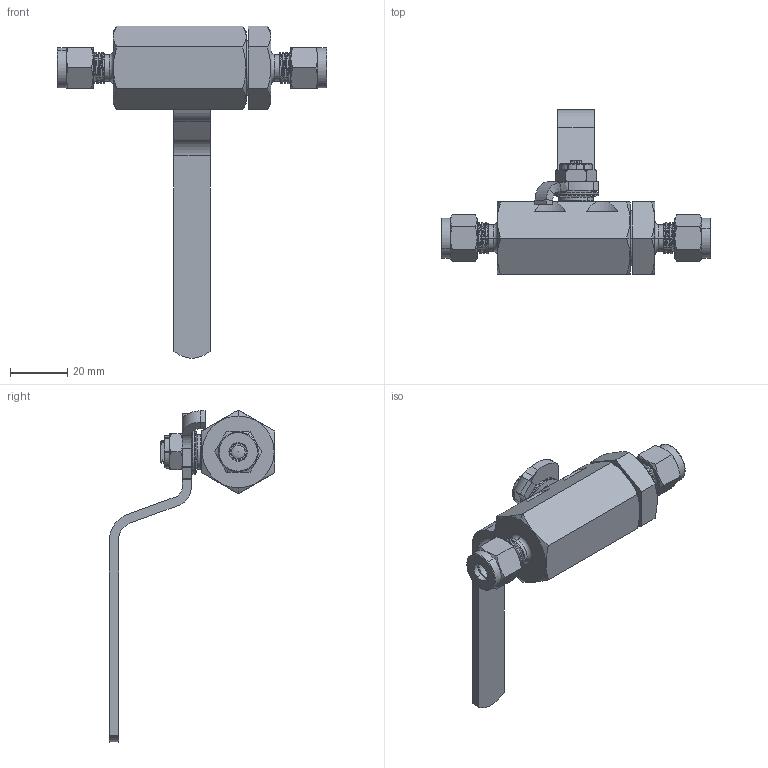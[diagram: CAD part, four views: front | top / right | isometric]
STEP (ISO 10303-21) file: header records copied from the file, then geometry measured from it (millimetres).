
FILE_DESCRIPTION (( 'STEP AP203' ), '1' );
FILE_NAME ('8204XXC4L.step', '2018-03-12T13:25:09', ( '' ), ( '' ), 'SwSTEP 2.0', 'SolidWorks 2017', '' );
FILE_SCHEMA (( 'CONFIG_CONTROL_DESIGN' ));
Length unit declared in the file: inch
Products named in the file (1): 8204XXC4L
Bounding box: 94.45 x 57.78 x 116.23 mm (x, y, z)
Volume: 38668 mm3; surface area: 24468.6 mm2
Topology: 19 solids, 19 shells, 563 faces, 1417 edges, 906 vertices
Faces by surface type: cylinder 217, plane 140, cone 96, bspline 69, torus 39, sphere 2
Entity records: 46762 total; most frequent: CARTESIAN_POINT 34293, ORIENTED_EDGE 2822, DIRECTION 2336, EDGE_CURVE 1411, AXIS2_PLACEMENT_3D 921, VERTEX_POINT 902, EDGE_LOOP 617, ADVANCED_FACE 563
